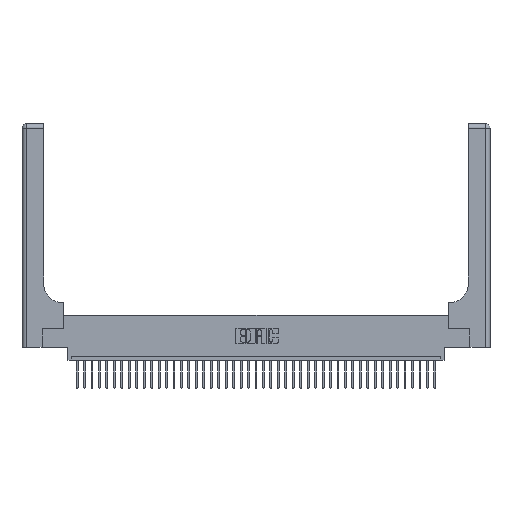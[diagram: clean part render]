
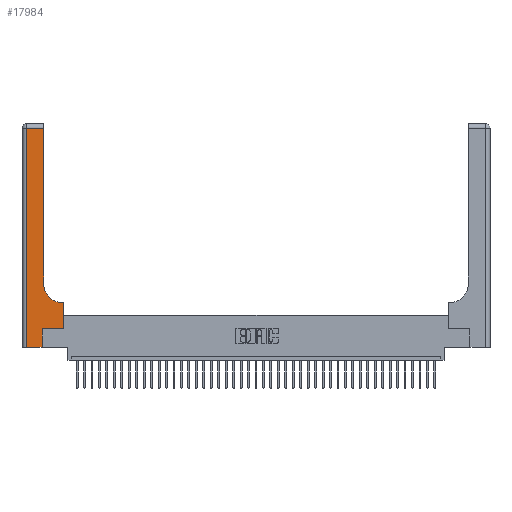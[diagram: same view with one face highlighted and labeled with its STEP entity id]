
A CAD part, top view. The second image highlights one B-rep face of the part: STEP entity #17984.
In plain terms, the highlighted planar face has unit normal (0, 0, 1).
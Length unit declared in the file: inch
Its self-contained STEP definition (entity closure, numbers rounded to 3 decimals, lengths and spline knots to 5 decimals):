
#630 = CARTESIAN_POINT ( 'NONE',  ( 0.269, 0.25, 0.37 ) ) ;
#1291 = PLANE ( 'NONE',  #9257 ) ;
#1301 = ORIENTED_EDGE ( 'NONE', *, *, #13800, .T. ) ;
#1380 = ORIENTED_EDGE ( 'NONE', *, *, #34464, .T. ) ;
#2214 = VECTOR ( 'NONE', #37226, 39.37008 ) ;
#2361 = LINE ( 'NONE', #7219, #28336 ) ;
#3512 = ORIENTED_EDGE ( 'NONE', *, *, #6950, .T. ) ;
#4012 = DIRECTION ( 'NONE',  ( 1., 0., 0. ) ) ;
#4487 = LINE ( 'NONE', #12099, #33425 ) ;
#4621 = CARTESIAN_POINT ( 'NONE',  ( 0.06, 0., 0.37 ) ) ;
#4783 = DIRECTION ( 'NONE',  ( -1., 0., 0. ) ) ;
#6797 = CARTESIAN_POINT ( 'NONE',  ( 0.2915, 3., 0.37 ) ) ;
#6950 = EDGE_CURVE ( 'NONE', #12599, #20409, #27002, .T. ) ;
#7219 = CARTESIAN_POINT ( 'NONE',  ( 0., 2.94, 0.37 ) ) ;
#7245 = AXIS2_PLACEMENT_3D ( 'NONE', #9828, #25590, #16404 ) ;
#7458 = CARTESIAN_POINT ( 'NONE',  ( 0.5415, 0.6, 0.37 ) ) ;
#7508 = CARTESIAN_POINT ( 'NONE',  ( 0.5585, 0.6, 0.37 ) ) ;
#7708 = CARTESIAN_POINT ( 'NONE',  ( 0.269, 0., 0.37 ) ) ;
#7979 = CARTESIAN_POINT ( 'NONE',  ( 0., 3., 0.37 ) ) ;
#8664 = CARTESIAN_POINT ( 'NONE',  ( 0.5585, 0.25, 0.37 ) ) ;
#8688 = VECTOR ( 'NONE', #38419, 39.37008 ) ;
#9196 = LINE ( 'NONE', #6797, #8688 ) ;
#9257 = AXIS2_PLACEMENT_3D ( 'NONE', #7979, #39586, #4783 ) ;
#9625 = ORIENTED_EDGE ( 'NONE', *, *, #37281, .T. ) ;
#9828 = CARTESIAN_POINT ( 'NONE',  ( 0.5415, 0.85, 0.37 ) ) ;
#11037 = VERTEX_POINT ( 'NONE', #33941 ) ;
#11963 = DIRECTION ( 'NONE',  ( 0., -1., 0. ) ) ;
#12099 = CARTESIAN_POINT ( 'NONE',  ( 0., 0., 0.37 ) ) ;
#12599 = VERTEX_POINT ( 'NONE', #36631 ) ;
#13654 = FACE_OUTER_BOUND ( 'NONE', #21476, .T. ) ;
#13800 = EDGE_CURVE ( 'NONE', #30283, #11037, #4487, .T. ) ;
#15601 = CARTESIAN_POINT ( 'NONE',  ( 0.2915, 2.94, 0.37 ) ) ;
#15621 = ORIENTED_EDGE ( 'NONE', *, *, #28878, .T. ) ;
#16404 = DIRECTION ( 'NONE',  ( 1., 0., 0. ) ) ;
#16457 = LINE ( 'NONE', #8664, #37390 ) ;
#17026 = DIRECTION ( 'NONE',  ( -1., 0., 0. ) ) ;
#17902 = VERTEX_POINT ( 'NONE', #15601 ) ;
#17984 = ADVANCED_FACE ( 'NONE', ( #13654 ), #1291, .F. ) ;
#17999 = EDGE_CURVE ( 'NONE', #11037, #12599, #36582, .T. ) ;
#18559 = VERTEX_POINT ( 'NONE', #7508 ) ;
#20165 = EDGE_CURVE ( 'NONE', #40888, #30283, #24015, .T. ) ;
#20409 = VERTEX_POINT ( 'NONE', #34881 ) ;
#21476 = EDGE_LOOP ( 'NONE', ( #15621, #1380, #36348, #1301, #40595, #3512, #38291, #25479, #9625 ) ) ;
#21645 = DIRECTION ( 'NONE',  ( 0., 1., 0. ) ) ;
#24015 = LINE ( 'NONE', #31072, #30518 ) ;
#24481 = LINE ( 'NONE', #37394, #31956 ) ;
#25479 = ORIENTED_EDGE ( 'NONE', *, *, #32181, .T. ) ;
#25590 = DIRECTION ( 'NONE',  ( 0., 0., -1. ) ) ;
#25621 = EDGE_CURVE ( 'NONE', #20409, #18559, #16457, .T. ) ;
#26319 = CIRCLE ( 'NONE', #7245, 0.25 ) ;
#26589 = VERTEX_POINT ( 'NONE', #39326 ) ;
#27002 = LINE ( 'NONE', #630, #32006 ) ;
#28336 = VECTOR ( 'NONE', #17026, 39.37008 ) ;
#28878 = EDGE_CURVE ( 'NONE', #26589, #17902, #9196, .T. ) ;
#30283 = VERTEX_POINT ( 'NONE', #4621 ) ;
#30518 = VECTOR ( 'NONE', #11963, 39.37008 ) ;
#31072 = CARTESIAN_POINT ( 'NONE',  ( 0.06, 3., 0.37 ) ) ;
#31343 = DIRECTION ( 'NONE',  ( 1., 0., 0. ) ) ;
#31956 = VECTOR ( 'NONE', #40607, 39.37008 ) ;
#32006 = VECTOR ( 'NONE', #4012, 39.37008 ) ;
#32181 = EDGE_CURVE ( 'NONE', #18559, #39307, #24481, .T. ) ;
#33425 = VECTOR ( 'NONE', #31343, 39.37008 ) ;
#33941 = CARTESIAN_POINT ( 'NONE',  ( 0.269, 0., 0.37 ) ) ;
#34464 = EDGE_CURVE ( 'NONE', #17902, #40888, #2361, .T. ) ;
#34662 = CARTESIAN_POINT ( 'NONE',  ( 0.06, 2.94, 0.37 ) ) ;
#34881 = CARTESIAN_POINT ( 'NONE',  ( 0.5585, 0.25, 0.37 ) ) ;
#36348 = ORIENTED_EDGE ( 'NONE', *, *, #20165, .T. ) ;
#36582 = LINE ( 'NONE', #7708, #2214 ) ;
#36631 = CARTESIAN_POINT ( 'NONE',  ( 0.269, 0.25, 0.37 ) ) ;
#37226 = DIRECTION ( 'NONE',  ( 0., 1., 0. ) ) ;
#37281 = EDGE_CURVE ( 'NONE', #39307, #26589, #26319, .T. ) ;
#37390 = VECTOR ( 'NONE', #21645, 39.37008 ) ;
#37394 = CARTESIAN_POINT ( 'NONE',  ( 0.2915, 0.6, 0.37 ) ) ;
#38291 = ORIENTED_EDGE ( 'NONE', *, *, #25621, .T. ) ;
#38419 = DIRECTION ( 'NONE',  ( 0., 1., 0. ) ) ;
#39307 = VERTEX_POINT ( 'NONE', #7458 ) ;
#39326 = CARTESIAN_POINT ( 'NONE',  ( 0.2915, 0.85, 0.37 ) ) ;
#39586 = DIRECTION ( 'NONE',  ( 0., 0., -1. ) ) ;
#40595 = ORIENTED_EDGE ( 'NONE', *, *, #17999, .T. ) ;
#40607 = DIRECTION ( 'NONE',  ( -1., 0., 0. ) ) ;
#40888 = VERTEX_POINT ( 'NONE', #34662 ) ;
